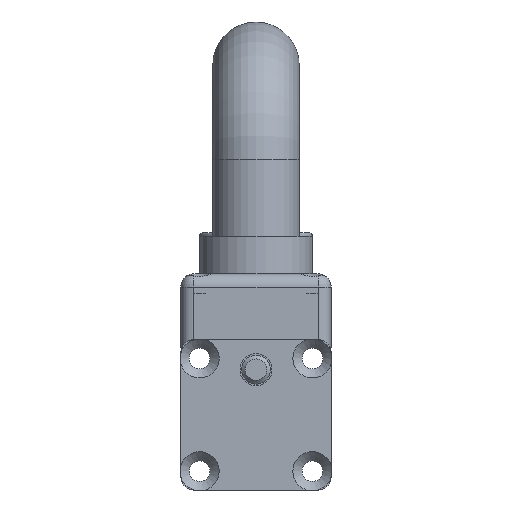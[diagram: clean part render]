
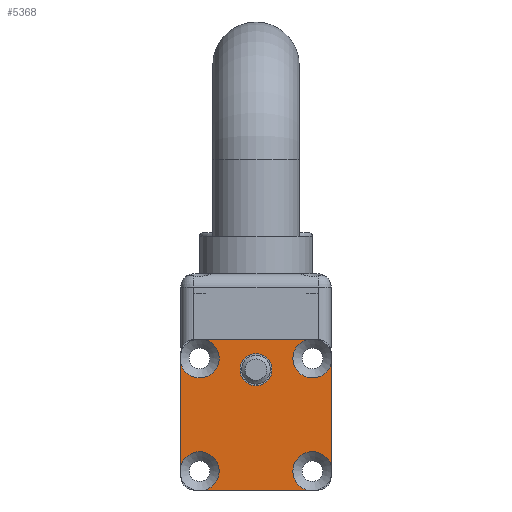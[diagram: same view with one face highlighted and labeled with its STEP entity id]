
A CAD part, front view. The second image highlights one B-rep face of the part: STEP entity #5368.
In plain terms, the highlighted face is planar.
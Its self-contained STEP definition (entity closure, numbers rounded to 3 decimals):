
#4599=CARTESIAN_POINT('',(4.25,-12.0,4.0));
#4600=VERTEX_POINT('',#4599);
#4601=CARTESIAN_POINT('',(0.0,-12.0,4.));
#4602=DIRECTION('',(0.0,0.0,-1.0));
#4603=DIRECTION('',(1.0,0.0,0.0));
#4604=AXIS2_PLACEMENT_3D('',#4601,#4602,#4603);
#4605=CIRCLE('',#4604,4.25);
#4606=EDGE_CURVE('',#4600,#4600,#4605,.T.);
#4627=CARTESIAN_POINT('',(13.572,20.0,4.0));
#4628=VERTEX_POINT('',#4627);
#4644=CARTESIAN_POINT('',(20.,13.572,4.0));
#4645=VERTEX_POINT('',#4644);
#4646=CARTESIAN_POINT('',(15.0,15.,4.0));
#4647=DIRECTION('',(0.0,0.0,-1.0));
#4648=DIRECTION('',(1.0,0.0,0.0));
#4649=AXIS2_PLACEMENT_3D('',#4646,#4647,#4648);
#4650=CIRCLE('',#4649,5.2);
#4651=EDGE_CURVE('',#4645,#4628,#4650,.T.);
#4705=CARTESIAN_POINT('',(-20.,-13.572,4.0));
#4706=VERTEX_POINT('',#4705);
#4729=CARTESIAN_POINT('',(-13.572,-20.0,4.0));
#4730=VERTEX_POINT('',#4729);
#4744=CARTESIAN_POINT('',(-15.0,-15.0,4.0));
#4745=DIRECTION('',(0.0,0.0,-1.0));
#4746=DIRECTION('',(1.0,0.0,0.0));
#4747=AXIS2_PLACEMENT_3D('',#4744,#4745,#4746);
#4748=CIRCLE('',#4747,5.2);
#4749=EDGE_CURVE('',#4706,#4730,#4748,.T.);
#4792=CARTESIAN_POINT('',(-13.572,20.0,4.0));
#4793=VERTEX_POINT('',#4792);
#4816=CARTESIAN_POINT('',(-20.,13.572,4.0));
#4817=VERTEX_POINT('',#4816);
#4831=CARTESIAN_POINT('',(-15.0,15.0,4.0));
#4832=DIRECTION('',(0.0,0.0,-1.0));
#4833=DIRECTION('',(1.0,0.0,0.0));
#4834=AXIS2_PLACEMENT_3D('',#4831,#4832,#4833);
#4835=CIRCLE('',#4834,5.2);
#4836=EDGE_CURVE('',#4793,#4817,#4835,.T.);
#4890=CARTESIAN_POINT('',(13.572,-20.0,4.0));
#4891=VERTEX_POINT('',#4890);
#4914=CARTESIAN_POINT('',(20.,-13.572,4.0));
#4915=VERTEX_POINT('',#4914);
#4929=CARTESIAN_POINT('',(15.0,-15.,4.0));
#4930=DIRECTION('',(0.0,0.0,-1.0));
#4931=DIRECTION('',(1.0,0.0,0.0));
#4932=AXIS2_PLACEMENT_3D('',#4929,#4930,#4931);
#4933=CIRCLE('',#4932,5.2);
#4934=EDGE_CURVE('',#4891,#4915,#4933,.T.);
#5004=CARTESIAN_POINT('',(-13.572,20.0,4.0));
#5005=DIRECTION('',(1.0,0.0,0.0));
#5006=VECTOR('',#5005,27.143);
#5007=LINE('',#5004,#5006);
#5008=EDGE_CURVE('',#4793,#4628,#5007,.T.);
#5249=CARTESIAN_POINT('',(-20.,-13.572,4.0));
#5250=DIRECTION('',(0.0,1.0,0.0));
#5251=VECTOR('',#5250,27.143);
#5252=LINE('',#5249,#5251);
#5253=EDGE_CURVE('',#4706,#4817,#5252,.T.);
#5308=CARTESIAN_POINT('',(13.572,-20.0,4.0));
#5309=DIRECTION('',(-1.0,0.0,0.0));
#5310=VECTOR('',#5309,27.143);
#5311=LINE('',#5308,#5310);
#5312=EDGE_CURVE('',#4891,#4730,#5311,.T.);
#5335=CARTESIAN_POINT('',(20.,13.572,4.0));
#5336=DIRECTION('',(0.0,-1.0,0.0));
#5337=VECTOR('',#5336,27.143);
#5338=LINE('',#5335,#5337);
#5339=EDGE_CURVE('',#4645,#4915,#5338,.T.);
#5350=CARTESIAN_POINT('',(0.0,0.,4.0));
#5351=DIRECTION('',(0.0,0.0,1.0));
#5352=DIRECTION('',(1.0,0.0,0.0));
#5353=AXIS2_PLACEMENT_3D('',#5350,#5351,#5352);
#5354=PLANE('',#5353);
#5355=ORIENTED_EDGE('',*,*,#4651,.T.);
#5356=ORIENTED_EDGE('',*,*,#5008,.F.);
#5357=ORIENTED_EDGE('',*,*,#4836,.T.);
#5358=ORIENTED_EDGE('',*,*,#5253,.F.);
#5359=ORIENTED_EDGE('',*,*,#4749,.T.);
#5360=ORIENTED_EDGE('',*,*,#5312,.F.);
#5361=ORIENTED_EDGE('',*,*,#4934,.T.);
#5362=ORIENTED_EDGE('',*,*,#5339,.F.);
#5363=EDGE_LOOP('',(#5355,#5356,#5357,#5358,#5359,#5360,#5361,#5362));
#5364=FACE_OUTER_BOUND('',#5363,.T.);
#5365=ORIENTED_EDGE('',*,*,#4606,.T.);
#5366=EDGE_LOOP('',(#5365));
#5367=FACE_BOUND('',#5366,.T.);
#5368=ADVANCED_FACE('',(#5364,#5367),#5354,.T.);
